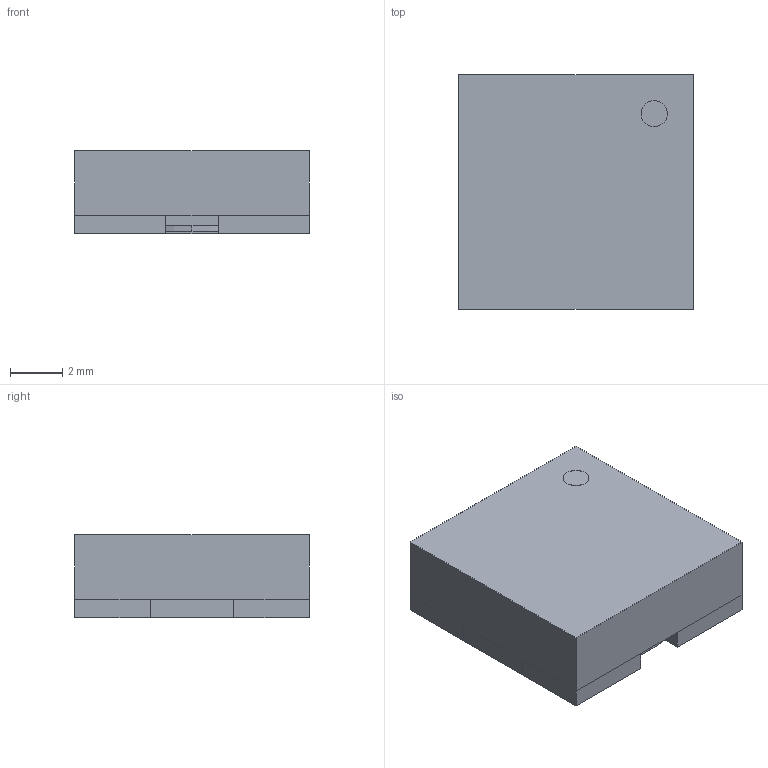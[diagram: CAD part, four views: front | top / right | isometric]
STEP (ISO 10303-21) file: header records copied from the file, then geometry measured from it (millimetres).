
FILE_DESCRIPTION(('FreeCAD Model'),'2;1');
FILE_NAME('13532722.1.2.stp','2022-02-02T10:07:22',( 'Author'),(''),'Open CASCADE STEP processor 6.9','FreeCAD','Unknown' );
FILE_SCHEMA(('AUTOMOTIVE_DESIGN { 1 0 10303 214 1 1 1 1 }'));
Length unit declared in the file: millimetre
Products named in the file (5): ASSEMBLY; solidBody; solidLead; solidInternal; solidSoundEmittingHole
Assembly tree (4 placements, depth 2):
  ASSEMBLY
    solidBody
    solidLead
    solidInternal
    solidSoundEmittingHole
Bounding box: 9 x 9 x 3.2 mm (x, y, z)
Surface area: 415.6 mm2
Topology: 5 solids, 5 shells, 56 faces, 118 edges, 72 vertices
Faces by surface type: plane 52, cylinder 4
Entity records: 3111 total; most frequent: CARTESIAN_POINT 487, DIRECTION 484, LINE 338, VECTOR 338, ORIENTED_EDGE 236, PCURVE 236, DEFINITIONAL_REPRESENTATION 236, EDGE_CURVE 118
